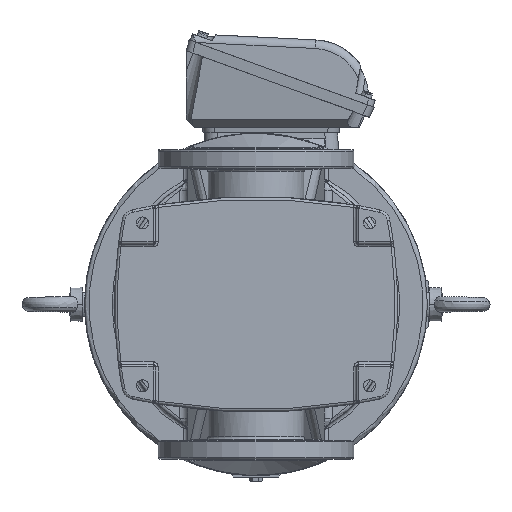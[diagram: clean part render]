
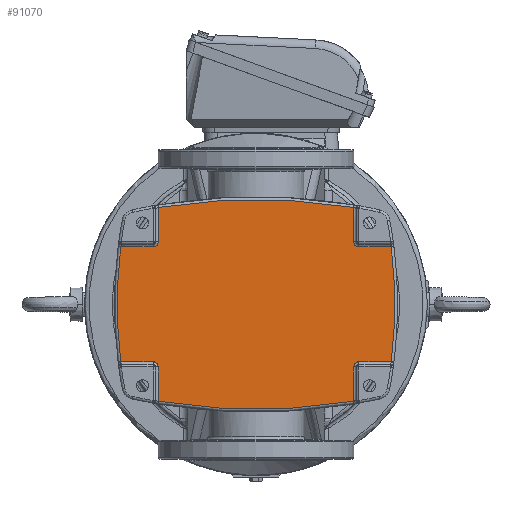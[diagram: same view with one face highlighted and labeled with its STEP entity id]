
A CAD part, front view. The second image highlights one B-rep face of the part: STEP entity #91070.
In plain terms, the highlighted planar face has unit normal (0, -1, 0).
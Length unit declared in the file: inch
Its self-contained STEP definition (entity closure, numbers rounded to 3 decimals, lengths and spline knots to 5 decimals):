
#1710 = VECTOR ( 'NONE', #120792, 39.37008 ) ;
#2287 = CARTESIAN_POINT ( 'NONE',  ( 3.59374, -10.41877, 2.87402 ) ) ;
#2851 = DIRECTION ( 'NONE',  ( 0.164, 0., 0.987 ) ) ;
#5342 = CARTESIAN_POINT ( 'NONE',  ( -5.38267, -10.41877, 4.4533 ) ) ;
#6295 = DIRECTION ( 'NONE',  ( 1., 0., 0. ) ) ;
#7117 = AXIS2_PLACEMENT_3D ( 'NONE', #84768, #123369, #6295 ) ;
#9409 = ORIENTED_EDGE ( 'NONE', *, *, #92016, .T. ) ;
#9670 = DIRECTION ( 'NONE',  ( 0., 0., -1. ) ) ;
#10447 = DIRECTION ( 'NONE',  ( 0., -1., 0. ) ) ;
#11085 = EDGE_CURVE ( 'NONE', #82610, #82409, #66971, .T. ) ;
#11721 = CARTESIAN_POINT ( 'NONE',  ( -0.89445, -10.41877, -22.61811 ) ) ;
#13224 = CARTESIAN_POINT ( 'NONE',  ( -7.11019, -10.41877, -2.6378 ) ) ;
#13548 = CARTESIAN_POINT ( 'NONE',  ( 3.82996, -10.41877, -2.6378 ) ) ;
#13609 = ORIENTED_EDGE ( 'NONE', *, *, #104061, .T. ) ;
#15688 = CIRCLE ( 'NONE', #110706, 21.53543 ) ;
#15796 = DIRECTION ( 'NONE',  ( 0., 0., -1. ) ) ;
#17058 = FACE_OUTER_BOUND ( 'NONE', #78439, .T. ) ;
#17664 = VERTEX_POINT ( 'NONE', #13548 ) ;
#17900 = AXIS2_PLACEMENT_3D ( 'NONE', #51054, #49812, #59324 ) ;
#18170 = CARTESIAN_POINT ( 'NONE',  ( -5.61886, -10.41877, 2.87402 ) ) ;
#18388 = EDGE_CURVE ( 'NONE', #23653, #82610, #71811, .T. ) ;
#20316 = VECTOR ( 'NONE', #74334, 39.37008 ) ;
#23653 = VERTEX_POINT ( 'NONE', #2287 ) ;
#23707 = DIRECTION ( 'NONE',  ( 0., 0., 1. ) ) ;
#23854 = ORIENTED_EDGE ( 'NONE', *, *, #11085, .T. ) ;
#26027 = DIRECTION ( 'NONE',  ( 0.992, 0., -0.122 ) ) ;
#27534 = DIRECTION ( 'NONE',  ( 0., 0., -1. ) ) ;
#27797 = EDGE_CURVE ( 'NONE', #82409, #84013, #76256, .T. ) ;
#28205 = AXIS2_PLACEMENT_3D ( 'NONE', #116136, #10447, #38941 ) ;
#30213 = CIRCLE ( 'NONE', #28205, 27.44094 ) ;
#30563 = AXIS2_PLACEMENT_3D ( 'NONE', #11721, #117430, #2851 ) ;
#30604 = VERTEX_POINT ( 'NONE', #80243 ) ;
#31346 = EDGE_CURVE ( 'NONE', #82432, #107441, #121903, .T. ) ;
#33335 = ORIENTED_EDGE ( 'NONE', *, *, #109923, .T. ) ;
#34735 = AXIS2_PLACEMENT_3D ( 'NONE', #79348, #100165, #88826 ) ;
#36731 = ORIENTED_EDGE ( 'NONE', *, *, #71923, .T. ) ;
#38916 = VECTOR ( 'NONE', #117671, 39.37008 ) ;
#38941 = DIRECTION ( 'NONE',  ( -0.164, 0., -0.987 ) ) ;
#44760 = EDGE_CURVE ( 'NONE', #75749, #69107, #30213, .T. ) ;
#45837 = CARTESIAN_POINT ( 'NONE',  ( 3.59377, -10.41877, -4.4533 ) ) ;
#46017 = VECTOR ( 'NONE', #75747, 39.37008 ) ;
#46157 = VERTEX_POINT ( 'NONE', #79311 ) ;
#47457 = CARTESIAN_POINT ( 'NONE',  ( -5.61886, -10.41877, 2.6378 ) ) ;
#47769 = CARTESIAN_POINT ( 'NONE',  ( -5.38264, -10.41877, 4.45326 ) ) ;
#48471 = ORIENTED_EDGE ( 'NONE', *, *, #120232, .T. ) ;
#48718 = CARTESIAN_POINT ( 'NONE',  ( 5.32134, -10.41877, -2.63787 ) ) ;
#49479 = DIRECTION ( 'NONE',  ( -1., 0., 0. ) ) ;
#49812 = DIRECTION ( 'NONE',  ( 0., -1., 0. ) ) ;
#50688 = EDGE_CURVE ( 'NONE', #57340, #30604, #74984, .T. ) ;
#51032 = CARTESIAN_POINT ( 'NONE',  ( 3.59374, -10.41877, 4.45331 ) ) ;
#51054 = CARTESIAN_POINT ( 'NONE',  ( 14.26303, -10.41877, 0. ) ) ;
#53466 = CARTESIAN_POINT ( 'NONE',  ( -5.61886, -10.41877, 2.6378 ) ) ;
#53767 = PLANE ( 'NONE',  #7117 ) ;
#54088 = CARTESIAN_POINT ( 'NONE',  ( -5.61886, -10.41877, -2.6378 ) ) ;
#54529 = DIRECTION ( 'NONE',  ( -1., 0., 0. ) ) ;
#55600 = ORIENTED_EDGE ( 'NONE', *, *, #44760, .T. ) ;
#57340 = VERTEX_POINT ( 'NONE', #47457 ) ;
#57837 = ORIENTED_EDGE ( 'NONE', *, *, #31346, .T. ) ;
#59324 = DIRECTION ( 'NONE',  ( -0.992, 0., 0.122 ) ) ;
#59834 = ORIENTED_EDGE ( 'NONE', *, *, #18388, .T. ) ;
#62064 = CARTESIAN_POINT ( 'NONE',  ( -5.38264, -10.41877, -2.87402 ) ) ;
#64838 = ORIENTED_EDGE ( 'NONE', *, *, #90497, .T. ) ;
#65101 = VERTEX_POINT ( 'NONE', #48718 ) ;
#65723 = CARTESIAN_POINT ( 'NONE',  ( 3.59374, -10.41877, -2.87402 ) ) ;
#66623 = CARTESIAN_POINT ( 'NONE',  ( -5.38264, -10.41877, -4.45331 ) ) ;
#66910 = LINE ( 'NONE', #76381, #46017 ) ;
#66968 = VECTOR ( 'NONE', #27534, 39.37008 ) ;
#66971 = CIRCLE ( 'NONE', #30563, 27.44094 ) ;
#69107 = VERTEX_POINT ( 'NONE', #45837 ) ;
#70370 = CARTESIAN_POINT ( 'NONE',  ( 5.32129, -10.41877, 2.6378 ) ) ;
#71620 = CARTESIAN_POINT ( 'NONE',  ( 5.32129, -10.41877, 2.6378 ) ) ;
#71811 = LINE ( 'NONE', #83804, #98271 ) ;
#71923 = EDGE_CURVE ( 'NONE', #118582, #23653, #98901, .T. ) ;
#73405 = CARTESIAN_POINT ( 'NONE',  ( -5.38264, -10.41877, -2.87402 ) ) ;
#74334 = DIRECTION ( 'NONE',  ( -1., 0., 0. ) ) ;
#74984 = LINE ( 'NONE', #53466, #20316 ) ;
#75747 = DIRECTION ( 'NONE',  ( 0., 0., 1. ) ) ;
#75749 = VERTEX_POINT ( 'NONE', #66623 ) ;
#76256 = LINE ( 'NONE', #47769, #66968 ) ;
#76381 = CARTESIAN_POINT ( 'NONE',  ( 3.59374, -10.41877, -4.45326 ) ) ;
#78439 = EDGE_LOOP ( 'NONE', ( #55600, #84972, #123197, #33335, #123180, #64838, #36731, #59834, #23854, #120489, #9409, #86729, #86907, #13609, #57837, #48471 ) ) ;
#79311 = CARTESIAN_POINT ( 'NONE',  ( -7.1102, -10.41877, -2.6378 ) ) ;
#79348 = CARTESIAN_POINT ( 'NONE',  ( -5.61886, -10.41877, -2.87402 ) ) ;
#80243 = CARTESIAN_POINT ( 'NONE',  ( -7.11023, -10.41877, 2.63787 ) ) ;
#80244 = VECTOR ( 'NONE', #15796, 39.37008 ) ;
#82409 = VERTEX_POINT ( 'NONE', #5342 ) ;
#82432 = VERTEX_POINT ( 'NONE', #54088 ) ;
#82610 = VERTEX_POINT ( 'NONE', #51032 ) ;
#83804 = CARTESIAN_POINT ( 'NONE',  ( 3.59374, -10.41877, 2.87402 ) ) ;
#84013 = VERTEX_POINT ( 'NONE', #119834 ) ;
#84502 = VERTEX_POINT ( 'NONE', #70370 ) ;
#84768 = CARTESIAN_POINT ( 'NONE',  ( -0.89445, -10.41877, 0. ) ) ;
#84972 = ORIENTED_EDGE ( 'NONE', *, *, #120680, .T. ) ;
#86729 = ORIENTED_EDGE ( 'NONE', *, *, #50688, .T. ) ;
#86907 = ORIENTED_EDGE ( 'NONE', *, *, #101946, .T. ) ;
#88826 = DIRECTION ( 'NONE',  ( 0., 0., 1. ) ) ;
#88924 = CIRCLE ( 'NONE', #92879, 0.23622 ) ;
#89788 = LINE ( 'NONE', #99306, #38916 ) ;
#89904 = CARTESIAN_POINT ( 'NONE',  ( 3.82996, -10.41877, -2.87402 ) ) ;
#90497 = EDGE_CURVE ( 'NONE', #84502, #118582, #90602, .T. ) ;
#90602 = LINE ( 'NONE', #71620, #106110 ) ;
#90720 = AXIS2_PLACEMENT_3D ( 'NONE', #105861, #96373, #9670 ) ;
#91070 = ADVANCED_FACE ( 'NONE', ( #17058 ), #53767, .F. ) ;
#92016 = EDGE_CURVE ( 'NONE', #84013, #57340, #120381, .T. ) ;
#92879 = AXIS2_PLACEMENT_3D ( 'NONE', #89904, #98820, #49479 ) ;
#96373 = DIRECTION ( 'NONE',  ( 0., 1., 0. ) ) ;
#98271 = VECTOR ( 'NONE', #23707, 39.37008 ) ;
#98820 = DIRECTION ( 'NONE',  ( 0., 1., 0. ) ) ;
#98901 = CIRCLE ( 'NONE', #90720, 0.23622 ) ;
#99306 = CARTESIAN_POINT ( 'NONE',  ( 3.82996, -10.41877, -2.6378 ) ) ;
#99337 = LINE ( 'NONE', #13224, #1710 ) ;
#100165 = DIRECTION ( 'NONE',  ( 0., 1., 0. ) ) ;
#101946 = EDGE_CURVE ( 'NONE', #30604, #46157, #120949, .T. ) ;
#102946 = EDGE_CURVE ( 'NONE', #65101, #84502, #15688, .T. ) ;
#104061 = EDGE_CURVE ( 'NONE', #46157, #82432, #99337, .T. ) ;
#104441 = CARTESIAN_POINT ( 'NONE',  ( -16.05193, -10.41877, 0. ) ) ;
#105861 = CARTESIAN_POINT ( 'NONE',  ( 3.82996, -10.41877, 2.87402 ) ) ;
#106110 = VECTOR ( 'NONE', #54529, 39.37008 ) ;
#107345 = DIRECTION ( 'NONE',  ( 0., 1., 0. ) ) ;
#107441 = VERTEX_POINT ( 'NONE', #62064 ) ;
#109923 = EDGE_CURVE ( 'NONE', #17664, #65101, #89788, .T. ) ;
#110099 = LINE ( 'NONE', #73405, #80244 ) ;
#110197 = VERTEX_POINT ( 'NONE', #65723 ) ;
#110360 = AXIS2_PLACEMENT_3D ( 'NONE', #18170, #107345, #117475 ) ;
#110706 = AXIS2_PLACEMENT_3D ( 'NONE', #104441, #112696, #26027 ) ;
#112696 = DIRECTION ( 'NONE',  ( 0., -1., 0. ) ) ;
#114588 = CARTESIAN_POINT ( 'NONE',  ( 3.82996, -10.41877, 2.6378 ) ) ;
#116136 = CARTESIAN_POINT ( 'NONE',  ( -0.89445, -10.41877, 22.61811 ) ) ;
#117430 = DIRECTION ( 'NONE',  ( 0., -1., 0. ) ) ;
#117475 = DIRECTION ( 'NONE',  ( 1., 0., 0. ) ) ;
#117671 = DIRECTION ( 'NONE',  ( 1., 0., 0. ) ) ;
#118582 = VERTEX_POINT ( 'NONE', #114588 ) ;
#119834 = CARTESIAN_POINT ( 'NONE',  ( -5.38264, -10.41877, 2.87402 ) ) ;
#120232 = EDGE_CURVE ( 'NONE', #107441, #75749, #110099, .T. ) ;
#120381 = CIRCLE ( 'NONE', #110360, 0.23622 ) ;
#120489 = ORIENTED_EDGE ( 'NONE', *, *, #27797, .T. ) ;
#120680 = EDGE_CURVE ( 'NONE', #69107, #110197, #66910, .T. ) ;
#120792 = DIRECTION ( 'NONE',  ( 1., 0., 0. ) ) ;
#120949 = CIRCLE ( 'NONE', #17900, 21.53543 ) ;
#121903 = CIRCLE ( 'NONE', #34735, 0.23622 ) ;
#123180 = ORIENTED_EDGE ( 'NONE', *, *, #102946, .T. ) ;
#123197 = ORIENTED_EDGE ( 'NONE', *, *, #124624, .T. ) ;
#123369 = DIRECTION ( 'NONE',  ( 0., 1., 0. ) ) ;
#124624 = EDGE_CURVE ( 'NONE', #110197, #17664, #88924, .T. ) ;
